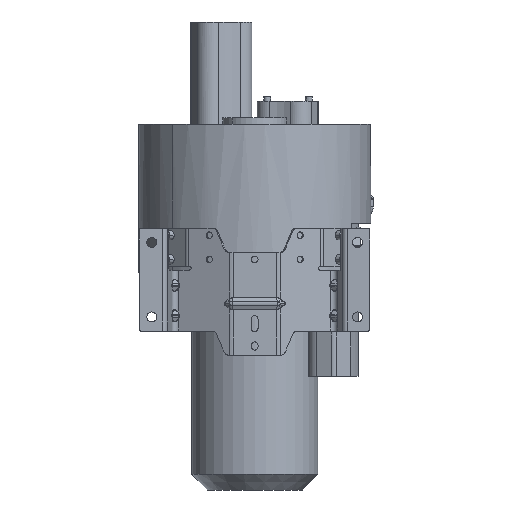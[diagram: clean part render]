
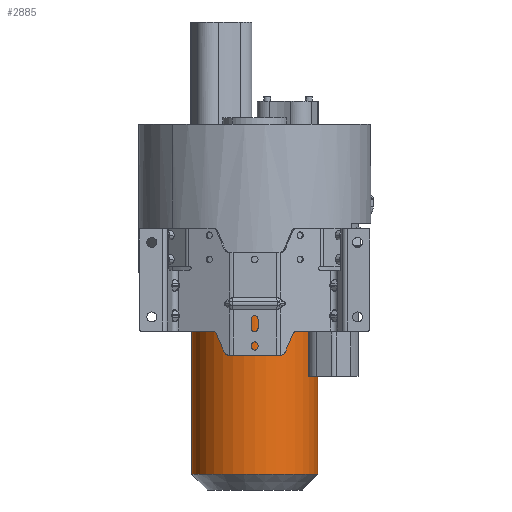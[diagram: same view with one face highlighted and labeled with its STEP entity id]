
A CAD part, front view. The second image highlights one B-rep face of the part: STEP entity #2885.
In plain terms, the highlighted cylindrical face has radius 88.7 mm (diameter 177.4 mm), a partial arc.
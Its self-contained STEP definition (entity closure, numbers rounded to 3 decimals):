
#515=CYLINDRICAL_SURFACE('',#13904,88.7);
#1036=FACE_OUTER_BOUND('',#3967,.T.);
#2182=CIRCLE('',#13725,88.7);
#2262=CIRCLE('',#13903,88.7);
#2885=ADVANCED_FACE('',(#1036),#515,.T.);
#3967=EDGE_LOOP('',(#6439,#6440,#6441,#6442));
#6439=ORIENTED_EDGE('',*,*,#11032,.T.);
#6440=ORIENTED_EDGE('',*,*,#11033,.F.);
#6441=ORIENTED_EDGE('',*,*,#11034,.F.);
#6442=ORIENTED_EDGE('',*,*,#10736,.T.);
#9078=VERTEX_POINT('',#25392);
#9079=VERTEX_POINT('',#25394);
#9265=VERTEX_POINT('',#27141);
#9266=VERTEX_POINT('',#27143);
#10736=EDGE_CURVE('',#9078,#9079,#2182,.T.);
#11032=EDGE_CURVE('',#9079,#9265,#12225,.T.);
#11033=EDGE_CURVE('',#9266,#9265,#2262,.T.);
#11034=EDGE_CURVE('',#9078,#9266,#12226,.T.);
#12225=LINE('',#27140,#12964);
#12226=LINE('',#27144,#12965);
#12964=VECTOR('',#16292,1.);
#12965=VECTOR('',#16295,1.);
#13725=AXIS2_PLACEMENT_3D('',#25395,#15809,#15810);
#13903=AXIS2_PLACEMENT_3D('',#27142,#16293,#16294);
#13904=AXIS2_PLACEMENT_3D('',#27145,#16296,#16297);
#15809=DIRECTION('',(0.,0.,1.));
#15810=DIRECTION('',(-1.,0.,0.));
#16292=DIRECTION('',(0.,0.,1.));
#16293=DIRECTION('',(0.,0.,1.));
#16294=DIRECTION('',(-1.,0.,0.));
#16295=DIRECTION('',(0.,0.,1.));
#16296=DIRECTION('',(0.,0.,-1.));
#16297=DIRECTION('',(1.,0.,0.));
#25392=CARTESIAN_POINT('',(-88.7,0.,-320.));
#25394=CARTESIAN_POINT('',(88.7,0.,-320.));
#25395=CARTESIAN_POINT('',(0.,0.,-320.));
#27140=CARTESIAN_POINT('',(88.7,0.,-36.));
#27141=CARTESIAN_POINT('',(88.7,0.,-36.));
#27142=CARTESIAN_POINT('',(0.,0.,-36.));
#27143=CARTESIAN_POINT('',(-88.7,0.,-36.));
#27144=CARTESIAN_POINT('',(-88.7,0.,-36.));
#27145=CARTESIAN_POINT('',(0.,0.,-36.));
